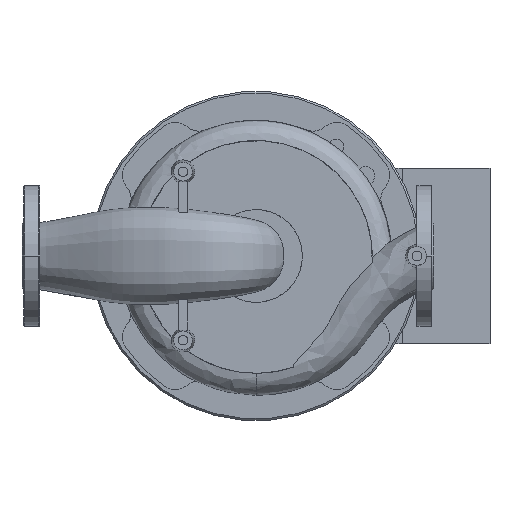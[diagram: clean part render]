
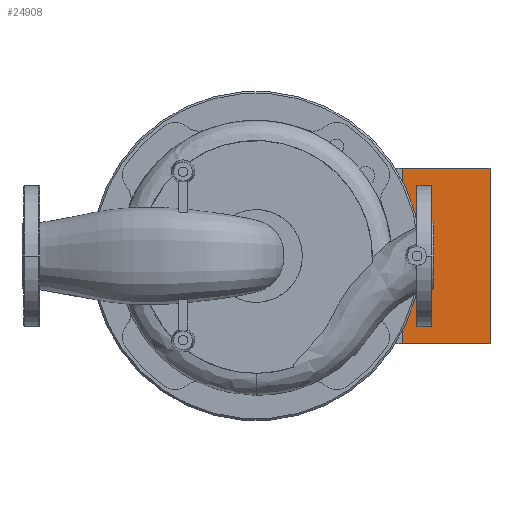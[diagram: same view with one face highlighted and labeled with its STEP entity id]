
A CAD part, front view. The second image highlights one B-rep face of the part: STEP entity #24908.
In plain terms, the highlighted planar face has unit normal (0, -1, 0).
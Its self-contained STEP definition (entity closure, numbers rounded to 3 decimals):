
#24869=CARTESIAN_POINT('',(500.0,358.0,-93.6));
#24870=DIRECTION('',(0.0,-1.0,0.0));
#24871=DIRECTION('',(0.0,0.0,-1.0));
#24872=AXIS2_PLACEMENT_3D('',#24869,#24870,#24871);
#24873=PLANE('',#24872);
#24874=CARTESIAN_POINT('',(500.0,358.0,93.6));
#24875=VERTEX_POINT('',#24874);
#24876=CARTESIAN_POINT('',(406.0,358.0,93.6));
#24877=VERTEX_POINT('',#24876);
#24878=CARTESIAN_POINT('',(500.0,358.0,93.6));
#24879=DIRECTION('',(-1.0,0.0,0.0));
#24880=VECTOR('',#24879,94.0);
#24881=LINE('',#24878,#24880);
#24882=EDGE_CURVE('',#24875,#24877,#24881,.T.);
#24883=ORIENTED_EDGE('',*,*,#24882,.T.);
#24884=CARTESIAN_POINT('',(406.0,358.0,-93.6));
#24885=VERTEX_POINT('',#24884);
#24886=CARTESIAN_POINT('',(406.0,358.0,-93.6));
#24887=DIRECTION('',(0.0,0.0,1.0));
#24888=VECTOR('',#24887,187.2);
#24889=LINE('',#24886,#24888);
#24890=EDGE_CURVE('',#24885,#24877,#24889,.T.);
#24891=ORIENTED_EDGE('',*,*,#24890,.F.);
#24892=CARTESIAN_POINT('',(500.0,358.0,-93.6));
#24893=VERTEX_POINT('',#24892);
#24894=CARTESIAN_POINT('',(500.0,358.0,-93.6));
#24895=DIRECTION('',(-1.0,0.0,0.0));
#24896=VECTOR('',#24895,94.0);
#24897=LINE('',#24894,#24896);
#24898=EDGE_CURVE('',#24893,#24885,#24897,.T.);
#24899=ORIENTED_EDGE('',*,*,#24898,.F.);
#24900=CARTESIAN_POINT('',(500.0,358.0,-93.6));
#24901=DIRECTION('',(0.0,0.0,1.0));
#24902=VECTOR('',#24901,187.2);
#24903=LINE('',#24900,#24902);
#24904=EDGE_CURVE('',#24893,#24875,#24903,.T.);
#24905=ORIENTED_EDGE('',*,*,#24904,.T.);
#24906=EDGE_LOOP('',(#24883,#24891,#24899,#24905));
#24907=FACE_OUTER_BOUND('',#24906,.T.);
#24908=ADVANCED_FACE('',(#24907),#24873,.T.);
